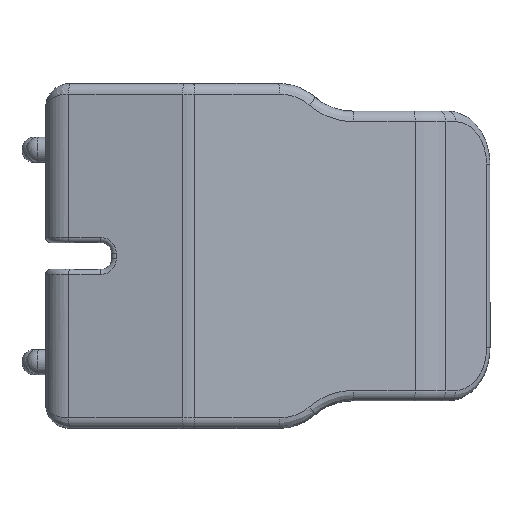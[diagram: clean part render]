
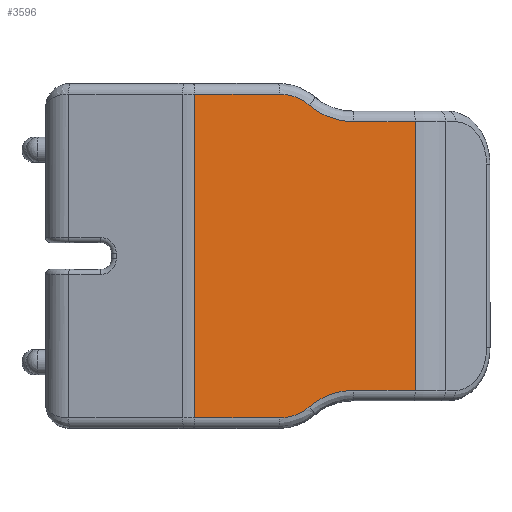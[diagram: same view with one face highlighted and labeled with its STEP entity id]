
A CAD part, front view. The second image highlights one B-rep face of the part: STEP entity #3596.
In plain terms, the highlighted planar face has unit normal (0.1, -0.995, 0).
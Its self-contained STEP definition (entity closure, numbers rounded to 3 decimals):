
#83=PLANE('',#4034);
#332=LINE('',#7564,#534);
#334=LINE('',#7628,#536);
#342=LINE('',#7734,#544);
#343=LINE('',#7795,#545);
#345=LINE('',#7801,#547);
#346=LINE('',#7803,#548);
#534=VECTOR('',#4919,10.);
#536=VECTOR('',#4937,10.);
#544=VECTOR('',#4989,10.);
#545=VECTOR('',#5006,10.);
#547=VECTOR('',#5016,10.);
#548=VECTOR('',#5019,10.);
#862=FACE_OUTER_BOUND('',#1101,.T.);
#1101=EDGE_LOOP('',(#3142,#3143,#3144,#3145,#3146,#3147,#3148,#3149,#3150,
#3151));
#1199=ELLIPSE('',#3994,8.372,8.);
#1201=ELLIPSE('',#3997,12.558,12.);
#1207=ELLIPSE('',#4024,12.558,12.);
#1209=ELLIPSE('',#4027,8.372,8.);
#1666=VERTEX_POINT('',#7558);
#1667=VERTEX_POINT('',#7562);
#1668=VERTEX_POINT('',#7589);
#1670=VERTEX_POINT('',#7618);
#1672=VERTEX_POINT('',#7624);
#1686=VERTEX_POINT('',#7724);
#1688=VERTEX_POINT('',#7730);
#1690=VERTEX_POINT('',#7759);
#1692=VERTEX_POINT('',#7788);
#1693=VERTEX_POINT('',#7793);
#2154=EDGE_CURVE('',#1666,#1667,#332,.T.);
#2157=EDGE_CURVE('',#1667,#1668,#1199,.T.);
#2160=EDGE_CURVE('',#1668,#1670,#1201,.T.);
#2163=EDGE_CURVE('',#1670,#1672,#334,.T.);
#2187=EDGE_CURVE('',#1686,#1688,#342,.T.);
#2190=EDGE_CURVE('',#1688,#1690,#1207,.T.);
#2193=EDGE_CURVE('',#1690,#1692,#1209,.T.);
#2195=EDGE_CURVE('',#1692,#1693,#343,.T.);
#2198=EDGE_CURVE('',#1672,#1686,#345,.T.);
#2199=EDGE_CURVE('',#1666,#1693,#346,.T.);
#3142=ORIENTED_EDGE('',*,*,#2195,.F.);
#3143=ORIENTED_EDGE('',*,*,#2193,.F.);
#3144=ORIENTED_EDGE('',*,*,#2190,.F.);
#3145=ORIENTED_EDGE('',*,*,#2187,.F.);
#3146=ORIENTED_EDGE('',*,*,#2198,.F.);
#3147=ORIENTED_EDGE('',*,*,#2163,.F.);
#3148=ORIENTED_EDGE('',*,*,#2160,.F.);
#3149=ORIENTED_EDGE('',*,*,#2157,.F.);
#3150=ORIENTED_EDGE('',*,*,#2154,.F.);
#3151=ORIENTED_EDGE('',*,*,#2199,.T.);
#3596=ADVANCED_FACE('',(#862),#83,.T.);
#3994=AXIS2_PLACEMENT_3D('',#7593,#4924,#4925);
#3997=AXIS2_PLACEMENT_3D('',#7622,#4930,#4931);
#4024=AXIS2_PLACEMENT_3D('',#7763,#4994,#4995);
#4027=AXIS2_PLACEMENT_3D('',#7791,#5000,#5001);
#4034=AXIS2_PLACEMENT_3D('',#7802,#5017,#5018);
#4919=DIRECTION('',(0.995,0.1,0.));
#4924=DIRECTION('center_axis',(-0.1,0.995,0.));
#4925=DIRECTION('ref_axis',(0.995,0.1,0.));
#4930=DIRECTION('center_axis',(0.1,-0.995,0.));
#4931=DIRECTION('ref_axis',(-0.995,-0.1,0.));
#4937=DIRECTION('',(0.995,0.1,0.));
#4989=DIRECTION('',(-0.995,-0.1,0.));
#4994=DIRECTION('center_axis',(0.1,-0.995,0.));
#4995=DIRECTION('ref_axis',(-0.995,-0.1,0.));
#5000=DIRECTION('center_axis',(-0.1,0.995,0.));
#5001=DIRECTION('ref_axis',(0.995,0.1,0.));
#5006=DIRECTION('',(-0.995,-0.1,0.));
#5016=DIRECTION('',(0.,0.,-1.));
#5017=DIRECTION('center_axis',(0.1,-0.995,0.));
#5018=DIRECTION('ref_axis',(0.995,0.1,0.));
#5019=DIRECTION('',(0.,0.,-1.));
#7558=CARTESIAN_POINT('',(5.456,-39.209,30.5));
#7562=CARTESIAN_POINT('',(21.444,-37.61,30.5));
#7564=CARTESIAN_POINT('',(6.777,-39.077,30.5));
#7589=CARTESIAN_POINT('',(27.048,-37.05,28.42));
#7593=CARTESIAN_POINT('Origin',(21.444,-37.61,22.5));
#7618=CARTESIAN_POINT('',(35.453,-36.21,25.3));
#7622=CARTESIAN_POINT('Origin',(35.453,-36.21,37.3));
#7624=CARTESIAN_POINT('',(46.994,-35.055,25.3));
#7628=CARTESIAN_POINT('',(14.064,-38.349,25.3));
#7724=CARTESIAN_POINT('',(46.994,-35.055,-25.3));
#7730=CARTESIAN_POINT('',(35.453,-36.21,-25.3));
#7734=CARTESIAN_POINT('',(14.064,-38.349,-25.3));
#7759=CARTESIAN_POINT('',(27.048,-37.05,-28.42));
#7763=CARTESIAN_POINT('Origin',(35.453,-36.21,-37.3));
#7788=CARTESIAN_POINT('',(21.444,-37.61,-30.5));
#7791=CARTESIAN_POINT('Origin',(21.444,-37.61,-22.5));
#7793=CARTESIAN_POINT('',(5.456,-39.209,-30.5));
#7795=CARTESIAN_POINT('',(6.777,-39.077,-30.5));
#7801=CARTESIAN_POINT('',(46.994,-35.055,0.));
#7802=CARTESIAN_POINT('Origin',(5.456,-39.209,0.));
#7803=CARTESIAN_POINT('',(5.456,-39.209,0.));
